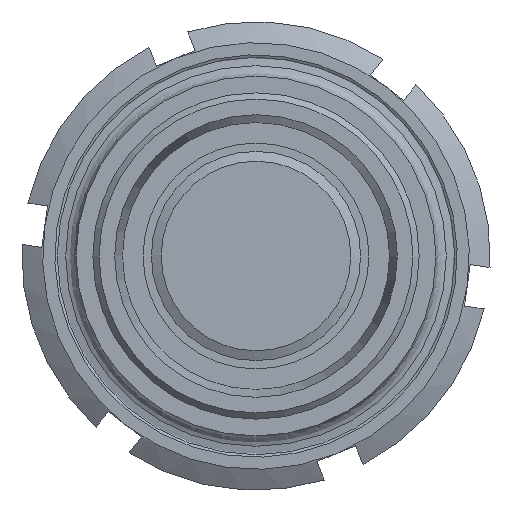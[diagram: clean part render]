
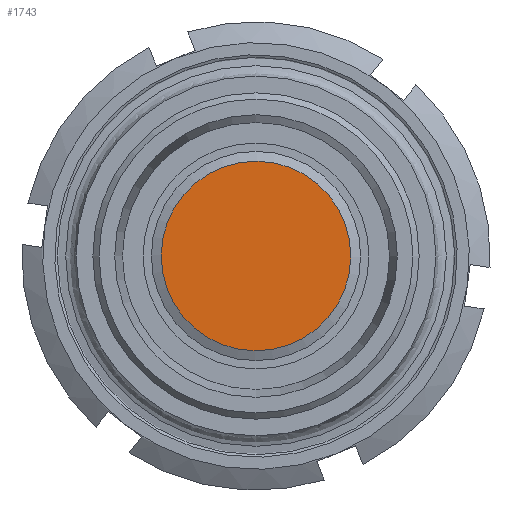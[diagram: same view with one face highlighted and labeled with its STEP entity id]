
A CAD part, left-side view. The second image highlights one B-rep face of the part: STEP entity #1743.
In plain terms, the highlighted planar face has unit normal (-1, 0, 0).
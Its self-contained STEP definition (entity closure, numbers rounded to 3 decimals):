
#1720=CARTESIAN_POINT('',(-63.876,-7.535,-21.37));
#1721=VERTEX_POINT('',#1720);
#1722=CARTESIAN_POINT('',(-63.876,0.,0.));
#1723=DIRECTION('',(-1.,0.0,0.0));
#1724=DIRECTION('',(0.0,-0.333,-0.943));
#1725=AXIS2_PLACEMENT_3D('',#1722,#1723,#1724);
#1726=CIRCLE('',#1725,22.659);
#1727=EDGE_CURVE('',#1721,#1721,#1726,.T.);
#1735=CARTESIAN_POINT('',(-63.876,-3.767,-10.685));
#1736=DIRECTION('',(-1.0,0.0,0.0));
#1737=DIRECTION('',(0.0,0.943,-0.333));
#1738=AXIS2_PLACEMENT_3D('',#1735,#1736,#1737);
#1739=PLANE('',#1738);
#1740=ORIENTED_EDGE('',*,*,#1727,.T.);
#1741=EDGE_LOOP('',(#1740));
#1742=FACE_OUTER_BOUND('',#1741,.T.);
#1743=ADVANCED_FACE('',(#1742),#1739,.T.);
